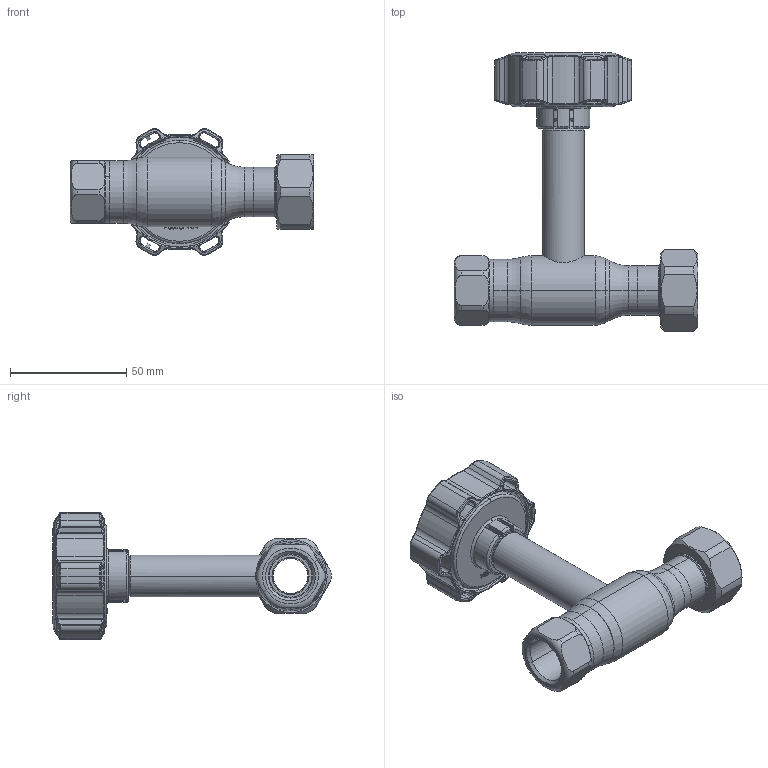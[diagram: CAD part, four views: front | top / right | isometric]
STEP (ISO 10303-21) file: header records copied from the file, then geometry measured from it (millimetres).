
FILE_DESCRIPTION (( 'STEP AP214' ), '1' );
FILE_NAME ('1015002201-1200.step', '2024-01-16T11:15:03', ( '' ), ( '' ), 'SwSTEP 2.0', 'SolidWorks 2021', '' );
FILE_SCHEMA (( 'AUTOMOTIVE_DESIGN' ));
Length unit declared in the file: millimetre
Products named in the file (1): 1015002201-1200
Bounding box: 104.8 x 119.79 x 54.57 mm (x, y, z)
Surface area: 32068.4 mm2 (no closed solid volume)
Topology: 0 solids, 12 shells, 573 faces, 1620 edges, 1038 vertices
Faces by surface type: bspline 172, cylinder 146, plane 100, torus 99, cone 56
Entity records: 34500 total; most frequent: CARTESIAN_POINT 14967, ORIENTED_EDGE 2914, DIRECTION 2376, EDGE_CURVE 1620, VERTEX_POINT 1038, AXIS2_PLACEMENT_3D 966, EDGE_LOOP 610, B_SPLINE_CURVE_WITH_KNOTS 582
